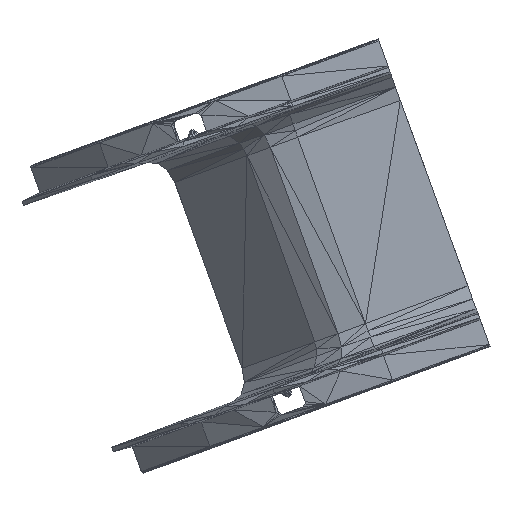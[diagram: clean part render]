
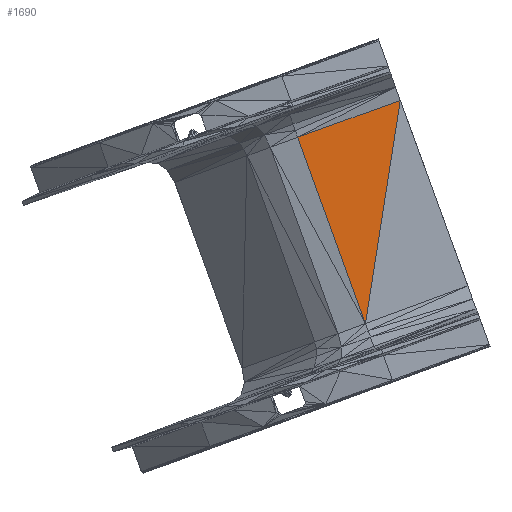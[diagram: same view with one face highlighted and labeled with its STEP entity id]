
A CAD part, top view. The second image highlights one B-rep face of the part: STEP entity #1690.
In plain terms, the highlighted planar face has unit normal (0, 0, 1).
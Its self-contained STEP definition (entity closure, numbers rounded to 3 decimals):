
#1378 = VERTEX_POINT('',#1379);
#1379 = CARTESIAN_POINT('',(-1298.973,-6049.428,
    186.309));
#1454 = PLANE('',#1455);
#1455 = AXIS2_PLACEMENT_3D('',#1456,#1457,#1458);
#1456 = CARTESIAN_POINT('',(-1322.652,-6056.026,
    186.789));
#1457 = DIRECTION('',(0.087,-0.242,0.966)
  );
#1458 = DIRECTION('',(0.,0.97,0.243)
  );
#1470 = VERTEX_POINT('',#1471);
#1471 = CARTESIAN_POINT('',(-1348.172,-6067.116,
    186.309));
#1497 = EDGE_CURVE('',#1470,#1378,#1498,.T.);
#1498 = SURFACE_CURVE('',#1499,(#1503,#1510),.PCURVE_S1.);
#1499 = LINE('',#1500,#1501);
#1500 = CARTESIAN_POINT('',(-1348.172,-6067.116,
    186.309));
#1501 = VECTOR('',#1502,1.);
#1502 = DIRECTION('',(0.941,0.338,0.));
#1503 = PCURVE('',#1454,#1504);
#1504 = DEFINITIONAL_REPRESENTATION('',(#1505),#1509);
#1505 = LINE('',#1506,#1507);
#1506 = CARTESIAN_POINT('',(-10.874,25.617));
#1507 = VECTOR('',#1508,1.);
#1508 = DIRECTION('',(0.328,-0.945));
#1509 = ( GEOMETRIC_REPRESENTATION_CONTEXT(2) 
PARAMETRIC_REPRESENTATION_CONTEXT() REPRESENTATION_CONTEXT('2D SPACE',''
  ) );
#1510 = PCURVE('',#1511,#1516);
#1511 = PLANE('',#1512);
#1512 = AXIS2_PLACEMENT_3D('',#1513,#1514,#1515);
#1513 = CARTESIAN_POINT('',(-1319.796,-6097.061,
    186.309));
#1514 = DIRECTION('',(0.,0.,1.));
#1515 = DIRECTION('',(1.,0.,-0.));
#1516 = DEFINITIONAL_REPRESENTATION('',(#1517),#1521);
#1517 = LINE('',#1518,#1519);
#1518 = CARTESIAN_POINT('',(-28.376,29.946));
#1519 = VECTOR('',#1520,1.);
#1520 = DIRECTION('',(0.941,0.338));
#1521 = ( GEOMETRIC_REPRESENTATION_CONTEXT(2) 
PARAMETRIC_REPRESENTATION_CONTEXT() REPRESENTATION_CONTEXT('2D SPACE',''
  ) );
#1599 = PLANE('',#1600);
#1600 = AXIS2_PLACEMENT_3D('',#1601,#1602,#1603);
#1601 = CARTESIAN_POINT('',(-1294.918,-6108.662,
    186.309));
#1602 = DIRECTION('',(0.,0.,1.));
#1603 = DIRECTION('',(1.,0.,-0.));
#1641 = EDGE_CURVE('',#1378,#1642,#1644,.T.);
#1642 = VERTEX_POINT('',#1643);
#1643 = CARTESIAN_POINT('',(-1315.681,-6156.384,
    186.309));
#1644 = SURFACE_CURVE('',#1645,(#1649,#1656),.PCURVE_S1.);
#1645 = LINE('',#1646,#1647);
#1646 = CARTESIAN_POINT('',(-1298.973,-6049.428,
    186.309));
#1647 = VECTOR('',#1648,1.);
#1648 = DIRECTION('',(-0.154,-0.988,0.));
#1649 = PCURVE('',#1599,#1650);
#1650 = DEFINITIONAL_REPRESENTATION('',(#1651),#1655);
#1651 = LINE('',#1652,#1653);
#1652 = CARTESIAN_POINT('',(-4.055,59.235));
#1653 = VECTOR('',#1654,1.);
#1654 = DIRECTION('',(-0.154,-0.988));
#1655 = ( GEOMETRIC_REPRESENTATION_CONTEXT(2) 
PARAMETRIC_REPRESENTATION_CONTEXT() REPRESENTATION_CONTEXT('2D SPACE',''
  ) );
#1656 = PCURVE('',#1511,#1657);
#1657 = DEFINITIONAL_REPRESENTATION('',(#1658),#1662);
#1658 = LINE('',#1659,#1660);
#1659 = CARTESIAN_POINT('',(20.823,47.634));
#1660 = VECTOR('',#1661,1.);
#1661 = DIRECTION('',(-0.154,-0.988));
#1662 = ( GEOMETRIC_REPRESENTATION_CONTEXT(2) 
PARAMETRIC_REPRESENTATION_CONTEXT() REPRESENTATION_CONTEXT('2D SPACE',''
  ) );
#1690 = ADVANCED_FACE('',(#1691),#1511,.T.);
#1691 = FACE_BOUND('',#1692,.T.);
#1692 = EDGE_LOOP('',(#1693,#1694,#1720));
#1693 = ORIENTED_EDGE('',*,*,#1497,.F.);
#1694 = ORIENTED_EDGE('',*,*,#1695,.T.);
#1695 = EDGE_CURVE('',#1470,#1642,#1696,.T.);
#1696 = SURFACE_CURVE('',#1697,(#1701,#1708),.PCURVE_S1.);
#1697 = LINE('',#1698,#1699);
#1698 = CARTESIAN_POINT('',(-1348.172,-6067.116,
    186.309));
#1699 = VECTOR('',#1700,1.);
#1700 = DIRECTION('',(0.342,-0.94,0.));
#1701 = PCURVE('',#1511,#1702);
#1702 = DEFINITIONAL_REPRESENTATION('',(#1703),#1707);
#1703 = LINE('',#1704,#1705);
#1704 = CARTESIAN_POINT('',(-28.376,29.946));
#1705 = VECTOR('',#1706,1.);
#1706 = DIRECTION('',(0.342,-0.94));
#1707 = ( GEOMETRIC_REPRESENTATION_CONTEXT(2) 
PARAMETRIC_REPRESENTATION_CONTEXT() REPRESENTATION_CONTEXT('2D SPACE',''
  ) );
#1708 = PCURVE('',#1709,#1714);
#1709 = PLANE('',#1710);
#1710 = AXIS2_PLACEMENT_3D('',#1711,#1712,#1713);
#1711 = CARTESIAN_POINT('',(-1336.597,-6109.924,
    185.561));
#1712 = DIRECTION('',(-0.183,-0.067,0.981)
  );
#1713 = DIRECTION('',(0.983,0.,0.184));
#1714 = DEFINITIONAL_REPRESENTATION('',(#1715),#1719);
#1715 = LINE('',#1716,#1717);
#1716 = CARTESIAN_POINT('',(-11.241,42.904));
#1717 = VECTOR('',#1718,1.);
#1718 = DIRECTION('',(0.336,-0.942));
#1719 = ( GEOMETRIC_REPRESENTATION_CONTEXT(2) 
PARAMETRIC_REPRESENTATION_CONTEXT() REPRESENTATION_CONTEXT('2D SPACE',''
  ) );
#1720 = ORIENTED_EDGE('',*,*,#1641,.F.);
